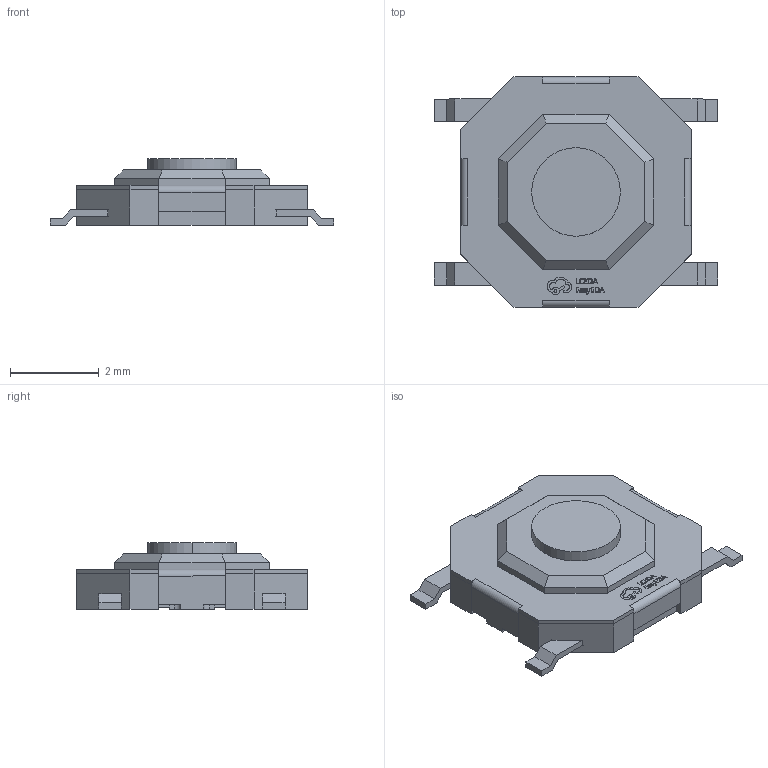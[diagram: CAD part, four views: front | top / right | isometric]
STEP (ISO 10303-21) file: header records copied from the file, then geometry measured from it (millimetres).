
FILE_DESCRIPTION (( 'STEP AP214' ), '1' );
FILE_NAME ('KEY-SMD_4P-L5.2-W5.2-P3.7-LS6.4-TL.step', '2022-07-02T15:05:33', ( '' ), ( '' ), 'SwSTEP 2.0', 'SolidWorks 2020', '' );
FILE_SCHEMA (( 'AUTOMOTIVE_DESIGN' ));
Length unit declared in the file: millimetre
Products named in the file (1): KEY-SMD_4P-L5.2-W5.2-P3.7-LS6.4-TL
Bounding box: 6.4 x 5.2 x 1.5 mm (x, y, z)
Volume: 25.3 mm3; surface area: 152.3 mm2
Topology: 14 solids, 14 shells, 489 faces, 1285 edges, 854 vertices
Faces by surface type: plane 363, bspline 112, cylinder 14
Entity records: 20762 total; most frequent: CARTESIAN_POINT 4733, ORIENTED_EDGE 2570, DIRECTION 1841, EDGE_CURVE 1285, VECTOR 1029, LINE 1029, VERTEX_POINT 854, EDGE_LOOP 521
